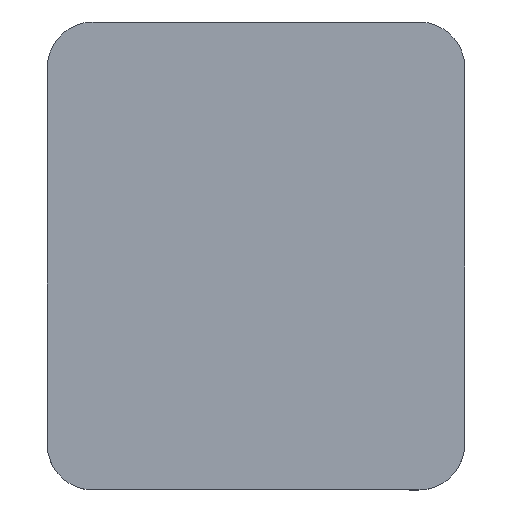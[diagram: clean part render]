
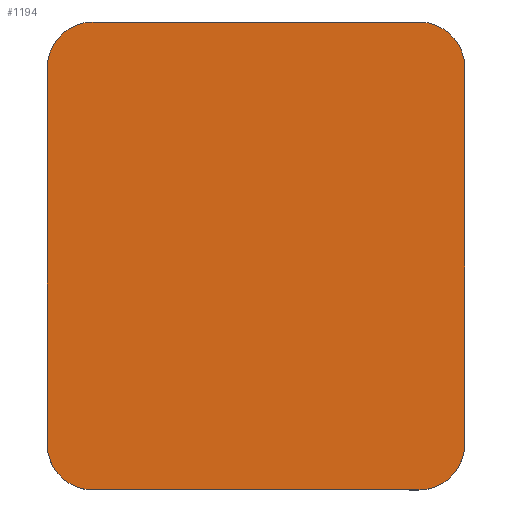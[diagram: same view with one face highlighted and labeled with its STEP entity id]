
A CAD part, top view. The second image highlights one B-rep face of the part: STEP entity #1194.
In plain terms, the highlighted planar face has unit normal (0, 0, 1).
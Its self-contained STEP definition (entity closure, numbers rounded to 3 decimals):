
#48=CIRCLE('',#1305,8.5);
#49=CIRCLE('',#1306,8.5);
#50=CIRCLE('',#1307,8.5);
#51=CIRCLE('',#1308,8.5);
#144=FACE_OUTER_BOUND('',#215,.T.);
#215=EDGE_LOOP('',(#931,#932,#933,#934,#935,#936,#937,#938));
#339=LINE('',#1939,#455);
#340=LINE('',#1943,#456);
#341=LINE('',#1947,#457);
#342=LINE('',#1951,#458);
#455=VECTOR('',#1567,10.);
#456=VECTOR('',#1570,10.);
#457=VECTOR('',#1573,10.);
#458=VECTOR('',#1576,10.);
#555=VERTEX_POINT('',#1937);
#556=VERTEX_POINT('',#1938);
#557=VERTEX_POINT('',#1940);
#558=VERTEX_POINT('',#1942);
#559=VERTEX_POINT('',#1944);
#560=VERTEX_POINT('',#1946);
#561=VERTEX_POINT('',#1948);
#562=VERTEX_POINT('',#1950);
#699=EDGE_CURVE('',#555,#556,#339,.T.);
#700=EDGE_CURVE('',#556,#557,#48,.T.);
#701=EDGE_CURVE('',#557,#558,#340,.T.);
#702=EDGE_CURVE('',#558,#559,#49,.T.);
#703=EDGE_CURVE('',#559,#560,#341,.T.);
#704=EDGE_CURVE('',#560,#561,#50,.T.);
#705=EDGE_CURVE('',#561,#562,#342,.T.);
#706=EDGE_CURVE('',#562,#555,#51,.T.);
#931=ORIENTED_EDGE('',*,*,#699,.T.);
#932=ORIENTED_EDGE('',*,*,#700,.T.);
#933=ORIENTED_EDGE('',*,*,#701,.T.);
#934=ORIENTED_EDGE('',*,*,#702,.T.);
#935=ORIENTED_EDGE('',*,*,#703,.T.);
#936=ORIENTED_EDGE('',*,*,#704,.T.);
#937=ORIENTED_EDGE('',*,*,#705,.T.);
#938=ORIENTED_EDGE('',*,*,#706,.T.);
#1139=PLANE('',#1304);
#1194=ADVANCED_FACE('',(#144),#1139,.T.);
#1304=AXIS2_PLACEMENT_3D('',#1936,#1565,#1566);
#1305=AXIS2_PLACEMENT_3D('',#1941,#1568,#1569);
#1306=AXIS2_PLACEMENT_3D('',#1945,#1571,#1572);
#1307=AXIS2_PLACEMENT_3D('',#1949,#1574,#1575);
#1308=AXIS2_PLACEMENT_3D('',#1952,#1577,#1578);
#1565=DIRECTION('center_axis',(0.,0.,1.));
#1566=DIRECTION('ref_axis',(1.,0.,0.));
#1567=DIRECTION('',(0.,1.,0.));
#1568=DIRECTION('center_axis',(0.,0.,1.));
#1569=DIRECTION('ref_axis',(1.,0.,0.));
#1570=DIRECTION('',(-1.,0.,0.));
#1571=DIRECTION('center_axis',(0.,0.,1.));
#1572=DIRECTION('ref_axis',(0.,1.,0.));
#1573=DIRECTION('',(0.,-1.,0.));
#1574=DIRECTION('center_axis',(0.,0.,1.));
#1575=DIRECTION('ref_axis',(-1.,0.,0.));
#1576=DIRECTION('',(1.,0.,0.));
#1577=DIRECTION('center_axis',(0.,0.,1.));
#1578=DIRECTION('ref_axis',(0.,-1.,0.));
#1936=CARTESIAN_POINT('Origin',(-25.221,-32.945,3.));
#1937=CARTESIAN_POINT('',(13.654,-68.048,3.));
#1938=CARTESIAN_POINT('',(13.679,2.152,3.));
#1939=CARTESIAN_POINT('',(13.654,-68.048,3.));
#1940=CARTESIAN_POINT('',(5.179,10.655,3.));
#1941=CARTESIAN_POINT('Origin',(5.179,2.155,3.));
#1942=CARTESIAN_POINT('',(-55.596,10.655,3.));
#1943=CARTESIAN_POINT('',(5.179,10.655,3.));
#1944=CARTESIAN_POINT('',(-64.096,2.158,3.));
#1945=CARTESIAN_POINT('Origin',(-55.596,2.155,3.));
#1946=CARTESIAN_POINT('',(-64.121,-68.042,3.));
#1947=CARTESIAN_POINT('',(-64.096,2.158,3.));
#1948=CARTESIAN_POINT('',(-55.621,-76.545,3.));
#1949=CARTESIAN_POINT('Origin',(-55.621,-68.045,3.));
#1950=CARTESIAN_POINT('',(5.154,-76.545,3.));
#1951=CARTESIAN_POINT('',(-55.621,-76.545,3.));
#1952=CARTESIAN_POINT('Origin',(5.154,-68.045,3.));
